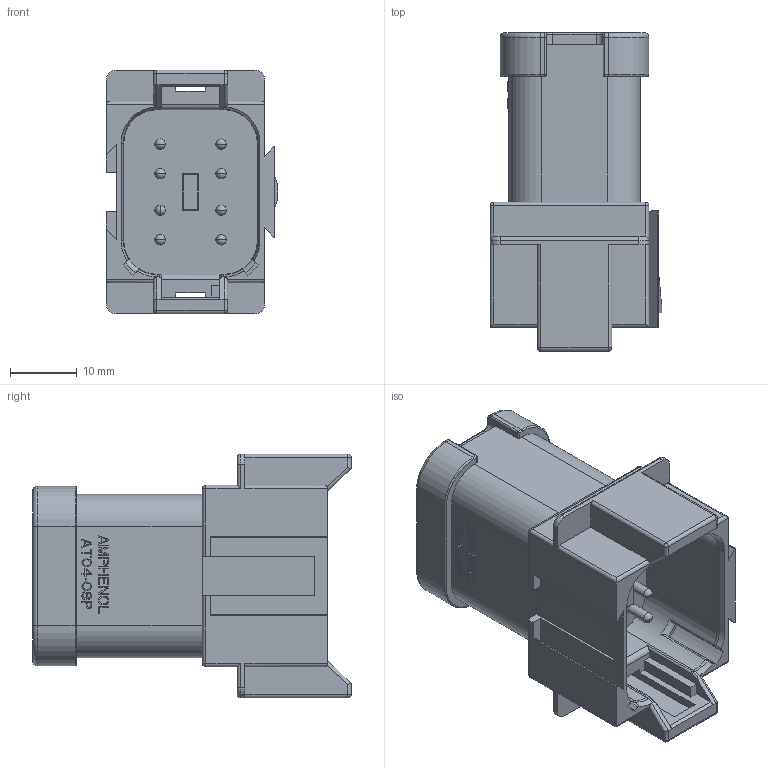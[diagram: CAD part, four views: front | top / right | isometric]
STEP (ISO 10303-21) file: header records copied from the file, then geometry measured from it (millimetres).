
FILE_DESCRIPTION((''),'2;1');
FILE_NAME('PRT0003','2018-05-07T',('Administrator'),(''),'PRO/ENGINEER BY PARAMETRIC TECHNOLOGY CORPORATION, 2016360','PRO/ENGINEER BY PARAMETRIC TECHNOLOGY CORPORATION, 2016360','');
FILE_SCHEMA(('CONFIG_CONTROL_DESIGN'));
Length unit declared in the file: millimetre
Products named in the file (1): PRT0003
Bounding box: 25.63 x 47.5 x 36.36 mm (x, y, z)
Volume: 17596.6 mm3; surface area: 8485 mm2
Topology: 1 solids, 1 shells, 1196 faces, 3249 edges, 2094 vertices
Faces by surface type: plane 667, extrusion 316, cylinder 134, torus 32, sphere 32, bspline 8, cone 7
Entity records: 38598 total; most frequent: CARTESIAN_POINT 9778, ORIENTED_EDGE 6434, DIRECTION 4858, EDGE_CURVE 3217, VECTOR 2558, LINE 2242, VERTEX_POINT 2094, EDGE_LOOP 1271
